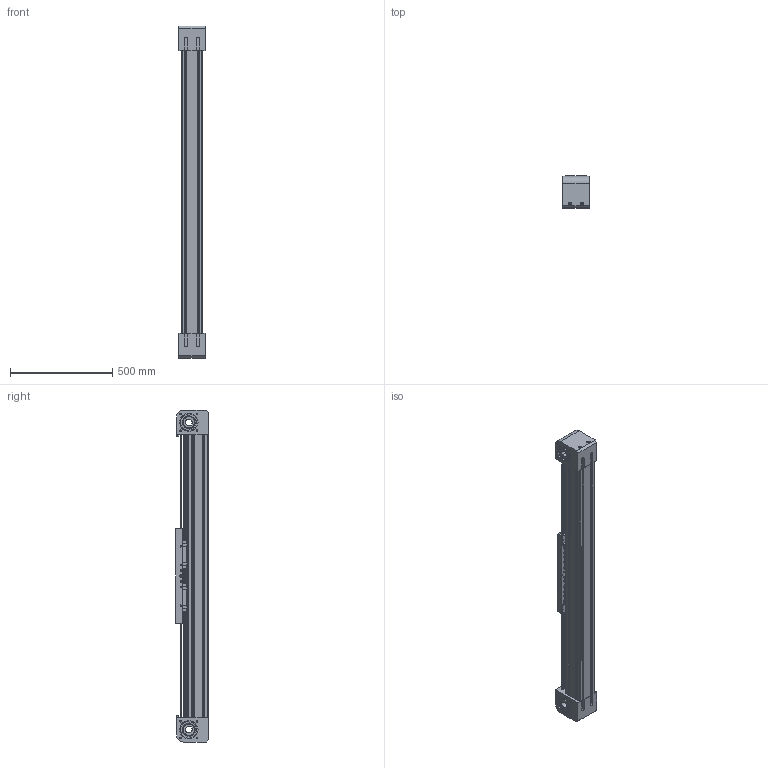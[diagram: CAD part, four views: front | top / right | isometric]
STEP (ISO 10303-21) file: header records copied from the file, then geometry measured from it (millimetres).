
FILE_DESCRIPTION (( 'STEP AP214' ), '1' );
FILE_NAME ('BLM100-900.STEP', '2023-03-14T09:12:42', ( '' ), ( '' ), 'SwSTEP 2.0', 'SolidWorks 2023', '' );
FILE_SCHEMA (( 'AUTOMOTIVE_DESIGN' ));
Length unit declared in the file: millimetre
Products named in the file (1): BLM100-900
Bounding box: 130 x 159 x 1620 mm (x, y, z)
Volume: 18703088.8 mm3; surface area: 2204174.2 mm2
Topology: 49 solids, 57 shells, 3949 faces, 10856 edges, 7069 vertices
Faces by surface type: plane 2021, cylinder 1580, torus 168, sphere 100, cone 56, bspline 24
Entity records: 175261 total; most frequent: CARTESIAN_POINT 28603, DIRECTION 22075, ORIENTED_EDGE 21216, EDGE_CURVE 10608, AXIS2_PLACEMENT_3D 7779, VERTEX_POINT 6933, VECTOR 6517, LINE 6517
